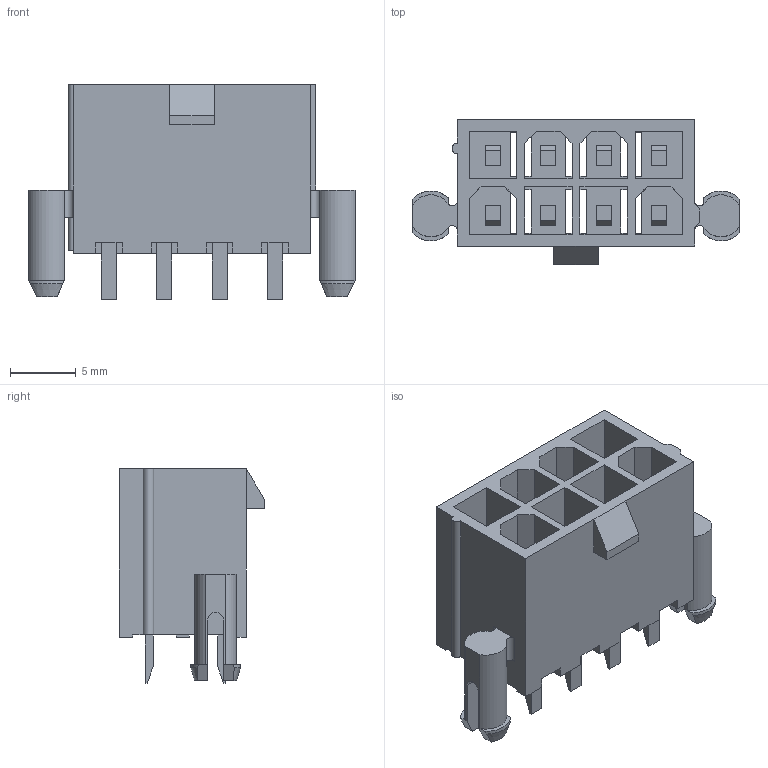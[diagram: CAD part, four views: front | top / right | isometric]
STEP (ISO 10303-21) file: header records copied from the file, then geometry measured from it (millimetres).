
FILE_DESCRIPTION(('FreeCAD Model'),'2;1');
FILE_NAME('Mini-Fit_8W.step','2017-12-16T02:07:18',( 'kicad StepUp'),('ksu MCAD'),'Open CASCADE STEP processor 7.1', 'FreeCAD','Unknown');
FILE_SCHEMA(('AUTOMOTIVE_DESIGN { 1 0 10303 214 1 1 1 1 }'));
Length unit declared in the file: millimetre
Products named in the file (1): Mini-Fit_8W
Bounding box: 24.78 x 11 x 16.3 mm (x, y, z)
Volume: 1308.8 mm3; surface area: 2816.3 mm2
Topology: 1 solids, 1 shells, 284 faces, 845 edges, 586 vertices
Faces by surface type: plane 265, cylinder 15, cone 4
Entity records: 11421 total; most frequent: CARTESIAN_POINT 1764, ORIENTED_EDGE 1646, DIRECTION 1453, EDGE_CURVE 823, LINE 775, VECTOR 775, VERTEX_POINT 542, AXIS2_PLACEMENT_3D 339
